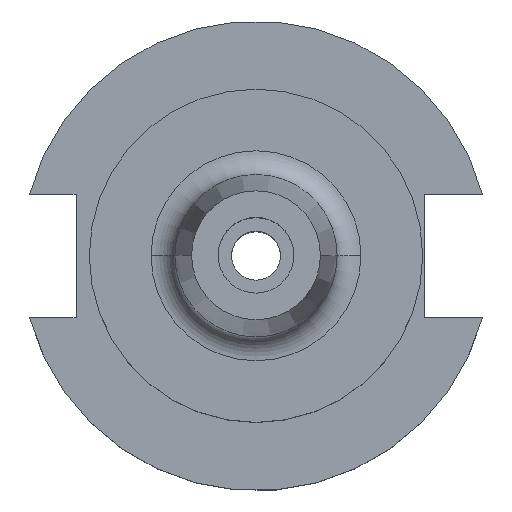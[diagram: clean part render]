
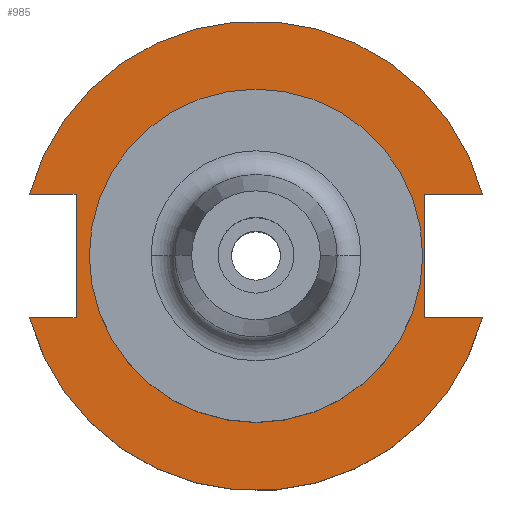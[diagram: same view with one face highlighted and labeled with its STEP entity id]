
A CAD part, top view. The second image highlights one B-rep face of the part: STEP entity #985.
In plain terms, the highlighted planar face has unit normal (0, 0, 1).
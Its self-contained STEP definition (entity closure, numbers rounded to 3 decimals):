
#4 = ORIENTED_EDGE ( 'NONE', *, *, #573, .F. ) ;
#23 = VERTEX_POINT ( 'NONE', #1695 ) ;
#36 = CARTESIAN_POINT ( 'NONE',  ( -37.719, 12.954, 19.05 ) ) ;
#44 = VERTEX_POINT ( 'NONE', #556 ) ;
#72 = FACE_BOUND ( 'NONE', #562, .T. ) ;
#101 = LINE ( 'NONE', #36, #1143 ) ;
#110 = LINE ( 'NONE', #1753, #1262 ) ;
#113 = EDGE_CURVE ( 'NONE', #44, #1334, #397, .T. ) ;
#178 = ORIENTED_EDGE ( 'NONE', *, *, #460, .F. ) ;
#182 = EDGE_CURVE ( 'NONE', #23, #1393, #1754, .T. ) ;
#203 = AXIS2_PLACEMENT_3D ( 'NONE', #1105, #1228, #1515 ) ;
#204 = ORIENTED_EDGE ( 'NONE', *, *, #182, .F. ) ;
#243 = LINE ( 'NONE', #707, #1384 ) ;
#247 = VERTEX_POINT ( 'NONE', #1558 ) ;
#260 = VERTEX_POINT ( 'NONE', #569 ) ;
#261 = PLANE ( 'NONE',  #652 ) ;
#266 = CARTESIAN_POINT ( 'NONE',  ( 47.477, -12.954, 19.05 ) ) ;
#279 = DIRECTION ( 'NONE',  ( 1., 0., 0. ) ) ;
#324 = EDGE_CURVE ( 'NONE', #1393, #1334, #622, .T. ) ;
#372 = VERTEX_POINT ( 'NONE', #1731 ) ;
#385 = ORIENTED_EDGE ( 'NONE', *, *, #830, .F. ) ;
#397 = CIRCLE ( 'NONE', #203, 49.212 ) ;
#398 = DIRECTION ( 'NONE',  ( 1., 0., 0. ) ) ;
#416 = CARTESIAN_POINT ( 'NONE',  ( 35.306, 12.954, 19.05 ) ) ;
#460 = EDGE_CURVE ( 'NONE', #44, #260, #110, .T. ) ;
#515 = CARTESIAN_POINT ( 'NONE',  ( 0., 0., 19.05 ) ) ;
#535 = ORIENTED_EDGE ( 'NONE', *, *, #113, .T. ) ;
#545 = VERTEX_POINT ( 'NONE', #1226 ) ;
#556 = CARTESIAN_POINT ( 'NONE',  ( -47.477, -12.954, 19.05 ) ) ;
#562 = EDGE_LOOP ( 'NONE', ( #385, #4 ) ) ;
#569 = CARTESIAN_POINT ( 'NONE',  ( -37.719, -12.954, 19.05 ) ) ;
#573 = EDGE_CURVE ( 'NONE', #372, #1323, #1081, .T. ) ;
#588 = DIRECTION ( 'NONE',  ( 0., 0., 1. ) ) ;
#622 = LINE ( 'NONE', #1161, #757 ) ;
#631 = VECTOR ( 'NONE', #1574, 1000. ) ;
#649 = CARTESIAN_POINT ( 'NONE',  ( 0., 0., 19.05 ) ) ;
#652 = AXIS2_PLACEMENT_3D ( 'NONE', #1101, #1811, #279 ) ;
#707 = CARTESIAN_POINT ( 'NONE',  ( 35.306, 12.954, 19.05 ) ) ;
#726 = EDGE_CURVE ( 'NONE', #247, #1450, #1770, .T. ) ;
#746 = DIRECTION ( 'NONE',  ( 0., 1., 0. ) ) ;
#757 = VECTOR ( 'NONE', #1597, 1000. ) ;
#803 = AXIS2_PLACEMENT_3D ( 'NONE', #1706, #588, #990 ) ;
#830 = EDGE_CURVE ( 'NONE', #1323, #372, #961, .T. ) ;
#961 = CIRCLE ( 'NONE', #1410, 34.925 ) ;
#972 = CARTESIAN_POINT ( 'NONE',  ( -47.477, 12.954, 19.05 ) ) ;
#982 = CARTESIAN_POINT ( 'NONE',  ( 35.306, -12.954, 19.05 ) ) ;
#985 = ADVANCED_FACE ( 'NONE', ( #72, #1159 ), #261, .T. ) ;
#990 = DIRECTION ( 'NONE',  ( 1., 0., 0. ) ) ;
#1032 = LINE ( 'NONE', #1767, #1222 ) ;
#1056 = DIRECTION ( 'NONE',  ( -1., 0., 0. ) ) ;
#1081 = CIRCLE ( 'NONE', #1320, 34.925 ) ;
#1082 = ORIENTED_EDGE ( 'NONE', *, *, #1440, .F. ) ;
#1086 = CARTESIAN_POINT ( 'NONE',  ( 34.925, 0., 19.05 ) ) ;
#1089 = DIRECTION ( 'NONE',  ( 1., 0., 0. ) ) ;
#1101 = CARTESIAN_POINT ( 'NONE',  ( 0., 49.212, 19.05 ) ) ;
#1105 = CARTESIAN_POINT ( 'NONE',  ( 0., 0., 19.05 ) ) ;
#1143 = VECTOR ( 'NONE', #746, 1000. ) ;
#1159 = FACE_OUTER_BOUND ( 'NONE', #1373, .T. ) ;
#1161 = CARTESIAN_POINT ( 'NONE',  ( 35.306, -12.954, 19.05 ) ) ;
#1209 = DIRECTION ( 'NONE',  ( 0., 0., 1. ) ) ;
#1222 = VECTOR ( 'NONE', #1056, 1000. ) ;
#1226 = CARTESIAN_POINT ( 'NONE',  ( -37.719, 12.954, 19.05 ) ) ;
#1228 = DIRECTION ( 'NONE',  ( 0., 0., 1. ) ) ;
#1262 = VECTOR ( 'NONE', #1469, 1000. ) ;
#1320 = AXIS2_PLACEMENT_3D ( 'NONE', #649, #1209, #398 ) ;
#1323 = VERTEX_POINT ( 'NONE', #1086 ) ;
#1334 = VERTEX_POINT ( 'NONE', #266 ) ;
#1373 = EDGE_LOOP ( 'NONE', ( #535, #1539, #204, #1082, #1645, #1487, #1616, #178 ) ) ;
#1384 = VECTOR ( 'NONE', #1676, 1000. ) ;
#1393 = VERTEX_POINT ( 'NONE', #982 ) ;
#1410 = AXIS2_PLACEMENT_3D ( 'NONE', #515, #1510, #1089 ) ;
#1440 = EDGE_CURVE ( 'NONE', #247, #23, #243, .T. ) ;
#1450 = VERTEX_POINT ( 'NONE', #972 ) ;
#1469 = DIRECTION ( 'NONE',  ( 1., 0., 0. ) ) ;
#1487 = ORIENTED_EDGE ( 'NONE', *, *, #1547, .F. ) ;
#1510 = DIRECTION ( 'NONE',  ( 0., 0., 1. ) ) ;
#1515 = DIRECTION ( 'NONE',  ( 1., 0., 0. ) ) ;
#1539 = ORIENTED_EDGE ( 'NONE', *, *, #324, .F. ) ;
#1547 = EDGE_CURVE ( 'NONE', #545, #1450, #1032, .T. ) ;
#1558 = CARTESIAN_POINT ( 'NONE',  ( 47.477, 12.954, 19.05 ) ) ;
#1574 = DIRECTION ( 'NONE',  ( 0., -1., 0. ) ) ;
#1597 = DIRECTION ( 'NONE',  ( 1., 0., 0. ) ) ;
#1616 = ORIENTED_EDGE ( 'NONE', *, *, #1627, .F. ) ;
#1627 = EDGE_CURVE ( 'NONE', #260, #545, #101, .T. ) ;
#1645 = ORIENTED_EDGE ( 'NONE', *, *, #726, .T. ) ;
#1676 = DIRECTION ( 'NONE',  ( -1., 0., 0. ) ) ;
#1695 = CARTESIAN_POINT ( 'NONE',  ( 35.306, 12.954, 19.05 ) ) ;
#1706 = CARTESIAN_POINT ( 'NONE',  ( 0., 0., 19.05 ) ) ;
#1731 = CARTESIAN_POINT ( 'NONE',  ( -34.925, 0., 19.05 ) ) ;
#1753 = CARTESIAN_POINT ( 'NONE',  ( -63.719, -12.954, 19.05 ) ) ;
#1754 = LINE ( 'NONE', #416, #631 ) ;
#1767 = CARTESIAN_POINT ( 'NONE',  ( -63.719, 12.954, 19.05 ) ) ;
#1770 = CIRCLE ( 'NONE', #803, 49.212 ) ;
#1811 = DIRECTION ( 'NONE',  ( 0., 0., 1. ) ) ;
